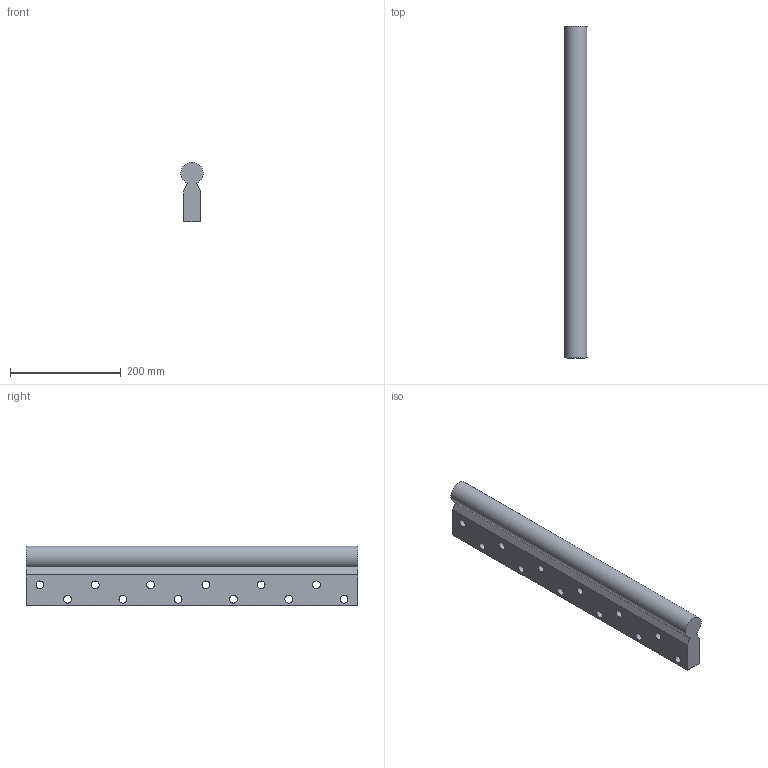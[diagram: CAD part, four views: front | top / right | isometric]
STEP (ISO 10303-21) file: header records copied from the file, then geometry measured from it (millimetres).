
FILE_DESCRIPTION( ( 'Unknown' ), '1' );
FILE_NAME( 'SWUFD-40_AS.stp', 'Unknown', ( 'Unknown' ), ( 'Unknown' ), 'PSStep 13.0', 'Unknown', ' ' );
FILE_SCHEMA( ( 'AUTOMOTIVE_DESIGN { 1 0 10303 214 1 1 1 1 }' ) );
Length unit declared in the file: millimetre
Products named in the file (1): 1
Bounding box: 39.85 x 600 x 107.92 mm (x, y, z)
Volume: 1837709.9 mm3; surface area: 203472.2 mm2
Topology: 1 solids, 1 shells, 116 faces, 252 edges, 168 vertices
Faces by surface type: plane 73, cylinder 37, torus 6
Full cylindrical faces by diameter (mm): 14 x12, 18 x6, 20 x18
Entity records: 3904 total; most frequent: DIRECTION 518, CARTESIAN_POINT 483, ORIENTED_EDGE 408, EDGE_LOOP 212, EDGE_CURVE 204, AXIS2_PLACEMENT_3D 197, VERTEX_POINT 162, FACE_OUTER_BOUND 158
